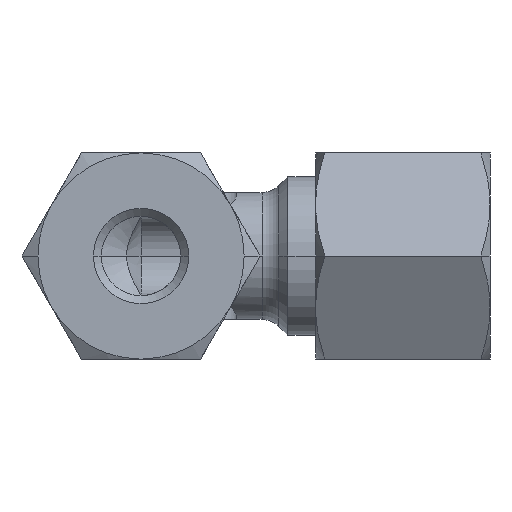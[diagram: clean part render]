
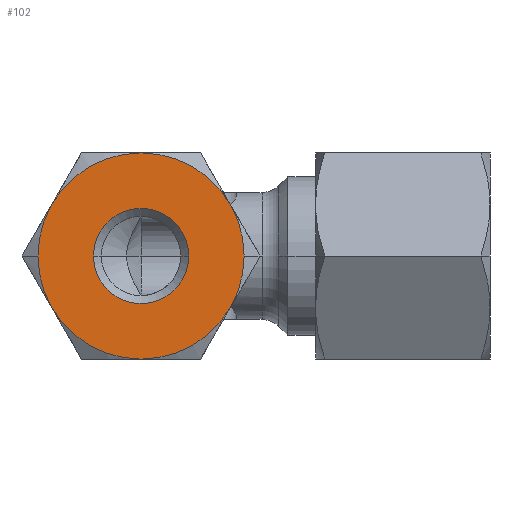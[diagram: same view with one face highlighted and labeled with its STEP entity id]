
A CAD part, front view. The second image highlights one B-rep face of the part: STEP entity #102.
In plain terms, the highlighted planar face has unit normal (0, -1, 0).
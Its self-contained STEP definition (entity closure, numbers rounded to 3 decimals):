
#102=ADVANCED_FACE('',(#294,#295),#296,.T.);
#294=FACE_BOUND('',#566,.T.);
#295=FACE_OUTER_BOUND('',#567,.T.);
#296=PLANE('',#568);
#566=EDGE_LOOP('',(#1160,#1161));
#567=EDGE_LOOP('',(#1162,#1163,#1164,#1165,#1166,#1167,#1168,#1169));
#568=AXIS2_PLACEMENT_3D('',#1170,#1171,#1172);
#1160=ORIENTED_EDGE('',*,*,#1890,.T.);
#1161=ORIENTED_EDGE('',*,*,#1886,.T.);
#1162=ORIENTED_EDGE('',*,*,#1930,.F.);
#1163=ORIENTED_EDGE('',*,*,#1840,.F.);
#1164=ORIENTED_EDGE('',*,*,#1933,.F.);
#1165=ORIENTED_EDGE('',*,*,#1935,.F.);
#1166=ORIENTED_EDGE('',*,*,#1939,.F.);
#1167=ORIENTED_EDGE('',*,*,#1940,.F.);
#1168=ORIENTED_EDGE('',*,*,#1838,.F.);
#1169=ORIENTED_EDGE('',*,*,#1944,.F.);
#1170=CARTESIAN_POINT('',(0.,-22.0,0.));
#1171=DIRECTION('',(0.,-1.0,0.0));
#1172=DIRECTION('',(0.0,0.0,1.0));
#1838=EDGE_CURVE('',#2217,#2215,#2219,.T.);
#1840=EDGE_CURVE('',#2220,#2223,#2224,.T.);
#1886=EDGE_CURVE('',#2302,#2304,#2306,.T.);
#1890=EDGE_CURVE('',#2304,#2302,#2311,.T.);
#1930=EDGE_CURVE('',#2223,#2372,#2373,.T.);
#1933=EDGE_CURVE('',#2375,#2220,#2377,.T.);
#1935=EDGE_CURVE('',#2379,#2375,#2381,.T.);
#1939=EDGE_CURVE('',#2385,#2379,#2387,.T.);
#1940=EDGE_CURVE('',#2215,#2385,#2388,.T.);
#1944=EDGE_CURVE('',#2372,#2217,#2393,.T.);
#2215=VERTEX_POINT('',#2864);
#2217=VERTEX_POINT('',#2867);
#2219=CIRCLE('',#2880,6.5);
#2220=VERTEX_POINT('',#2881);
#2223=VERTEX_POINT('',#2885);
#2224=CIRCLE('',#2886,6.5);
#2302=VERTEX_POINT('',#3086);
#2304=VERTEX_POINT('',#3089);
#2306=CIRCLE('',#3092,3.0);
#2311=CIRCLE('',#3115,3.0);
#2372=VERTEX_POINT('',#3345);
#2373=CIRCLE('',#3346,6.5);
#2375=VERTEX_POINT('',#3359);
#2377=CIRCLE('',#3372,6.5);
#2379=VERTEX_POINT('',#3374);
#2381=CIRCLE('',#3387,6.5);
#2385=VERTEX_POINT('',#3413);
#2387=CIRCLE('',#3426,6.5);
#2388=CIRCLE('',#3427,6.5);
#2393=CIRCLE('',#3465,6.5);
#2864=CARTESIAN_POINT('',(-6.5,-22.0,0.));
#2867=CARTESIAN_POINT('',(-5.629,-22.0,-3.25));
#2880=AXIS2_PLACEMENT_3D('',#4208,#4209,#4210);
#2881=CARTESIAN_POINT('',(6.5,-22.0,0.));
#2885=CARTESIAN_POINT('',(5.629,-22.0,-3.25));
#2886=AXIS2_PLACEMENT_3D('',#4212,#4213,#4214);
#3086=CARTESIAN_POINT('',(-3.0,-22.0,0.));
#3089=CARTESIAN_POINT('',(3.0,-22.0,0.));
#3092=AXIS2_PLACEMENT_3D('',#4288,#4289,#4290);
#3115=AXIS2_PLACEMENT_3D('',#4295,#4296,#4297);
#3345=CARTESIAN_POINT('',(0.,-22.0,-6.5));
#3346=AXIS2_PLACEMENT_3D('',#4369,#4370,#4371);
#3359=CARTESIAN_POINT('',(5.629,-22.0,3.25));
#3372=AXIS2_PLACEMENT_3D('',#4372,#4373,#4374);
#3374=CARTESIAN_POINT('',(0.,-22.0,6.5));
#3387=AXIS2_PLACEMENT_3D('',#4375,#4376,#4377);
#3413=CARTESIAN_POINT('',(-5.629,-22.0,3.25));
#3426=AXIS2_PLACEMENT_3D('',#4378,#4379,#4380);
#3427=AXIS2_PLACEMENT_3D('',#4381,#4382,#4383);
#3465=AXIS2_PLACEMENT_3D('',#4384,#4385,#4386);
#4208=CARTESIAN_POINT('',(0.,-22.0,0.0));
#4209=DIRECTION('',(0.,1.0,0.0));
#4210=DIRECTION('',(-1.0,0.,0.0));
#4212=CARTESIAN_POINT('',(0.,-22.0,0.0));
#4213=DIRECTION('',(0.,1.0,0.0));
#4214=DIRECTION('',(-1.0,0.,0.0));
#4288=CARTESIAN_POINT('',(0.,-22.0,0.0));
#4289=DIRECTION('',(0.,1.0,0.0));
#4290=DIRECTION('',(-1.0,0.,0.0));
#4295=CARTESIAN_POINT('',(0.,-22.0,0.0));
#4296=DIRECTION('',(0.,1.0,0.0));
#4297=DIRECTION('',(-1.0,0.,0.0));
#4369=CARTESIAN_POINT('',(0.,-22.0,0.0));
#4370=DIRECTION('',(0.,1.0,0.0));
#4371=DIRECTION('',(-1.0,0.,0.0));
#4372=CARTESIAN_POINT('',(0.,-22.0,0.0));
#4373=DIRECTION('',(0.,1.0,0.0));
#4374=DIRECTION('',(-1.0,0.,0.0));
#4375=CARTESIAN_POINT('',(0.,-22.0,0.0));
#4376=DIRECTION('',(0.,1.0,0.0));
#4377=DIRECTION('',(-1.0,0.,0.0));
#4378=CARTESIAN_POINT('',(0.,-22.0,0.0));
#4379=DIRECTION('',(0.,1.0,0.0));
#4380=DIRECTION('',(-1.0,0.,0.0));
#4381=CARTESIAN_POINT('',(0.,-22.0,0.0));
#4382=DIRECTION('',(0.,1.0,0.0));
#4383=DIRECTION('',(-1.0,0.,0.0));
#4384=CARTESIAN_POINT('',(0.,-22.0,0.0));
#4385=DIRECTION('',(0.,1.0,0.0));
#4386=DIRECTION('',(-1.0,0.,0.0));
